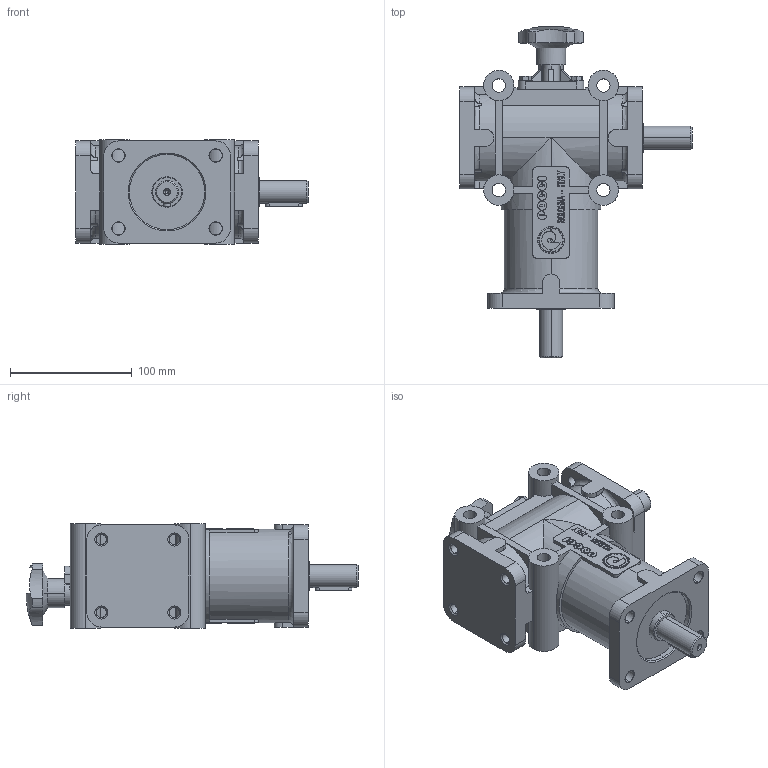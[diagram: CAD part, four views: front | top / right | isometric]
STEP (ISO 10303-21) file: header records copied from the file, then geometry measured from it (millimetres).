
FILE_DESCRIPTION(('STEP AP214'),'1');
FILE_NAME('182019.stp','2017-01-12T13:03:36',('TraceParts'),('TraceParts S.A.'),'Spatial InterOp 3D',' ',' ');
FILE_SCHEMA(('automotive_design'));
Length unit declared in the file: millimetre
Products named in the file (1): 1
Bounding box: 191 x 273 x 86 mm (x, y, z)
Volume: 1507637.2 mm3; surface area: 144413.2 mm2
Topology: 1 solids, 1 shells, 1096 faces, 3027 edges, 1991 vertices
Faces by surface type: plane 636, cylinder 225, extrusion 171, cone 46, torus 16, bspline 2
Entity records: 54107 total; most frequent: CARTESIAN_POINT 17961, ORIENTED_EDGE 6034, DIRECTION 5015, EDGE_CURVE 3017, VECTOR 2051, VERTEX_POINT 1991, LINE 1880, AXIS2_PLACEMENT_3D 1482
